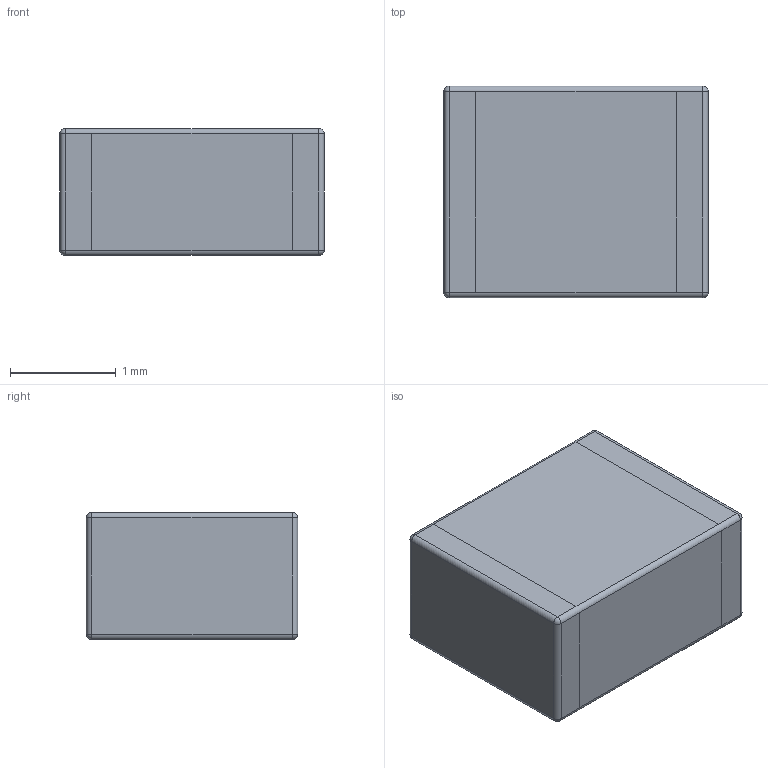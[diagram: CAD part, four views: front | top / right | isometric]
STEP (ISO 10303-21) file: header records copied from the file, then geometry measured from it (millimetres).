
FILE_DESCRIPTION(('FreeCAD Model'),'2;1');
FILE_NAME('L_1008.step','2016-04-06T21:54:41',('FreeCAD'),('FreeCAD'), 'Open CASCADE STEP processor 6.8','FreeCAD','Unknown');
FILE_SCHEMA(('AUTOMOTIVE_DESIGN_CC2 { 1 2 10303 214 -1 1 5 4 }'));
Length unit declared in the file: millimetre
Products named in the file (1): Open CASCADE STEP translator 6.8 3
Bounding box: 2.5 x 2 x 1.2 mm (x, y, z)
Volume: 6 mm3; surface area: 20.3 mm2
Topology: 1 solids, 1 shells, 34 faces, 76 edges, 40 vertices
Faces by surface type: plane 14, cylinder 12, sphere 8
Entity records: 3770 total; most frequent: CARTESIAN_POINT 2403, DIRECTION 222, ORIENTED_EDGE 144, PCURVE 144, DEFINITIONAL_REPRESENTATION 144, LINE 104, VECTOR 104, B_SPLINE_CURVE_WITH_KNOTS 88
